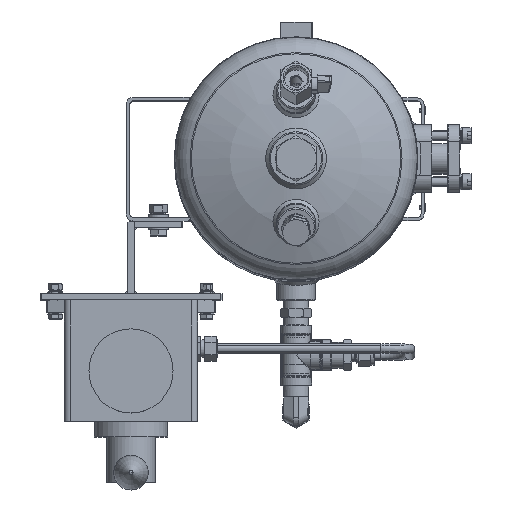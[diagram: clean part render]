
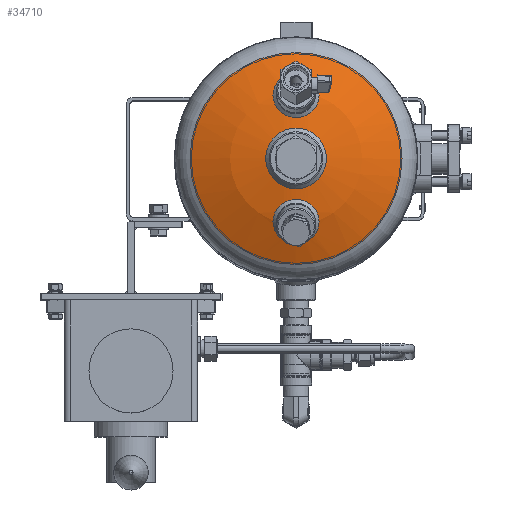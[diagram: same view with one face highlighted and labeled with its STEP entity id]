
A CAD part, top view. The second image highlights one B-rep face of the part: STEP entity #34710.
In plain terms, the highlighted spherical face has radius 202.3 mm.
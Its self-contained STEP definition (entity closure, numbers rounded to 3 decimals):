
#255=SPHERICAL_SURFACE('',#41696,202.3);
#8950=ORIENTED_EDGE('',*,*,#18806,.T.);
#8951=ORIENTED_EDGE('',*,*,#18810,.T.);
#8952=ORIENTED_EDGE('',*,*,#18811,.F.);
#8953=ORIENTED_EDGE('',*,*,#18812,.F.);
#18806=EDGE_CURVE('',#23797,#23797,#27284,.T.);
#18810=EDGE_CURVE('',#23801,#23801,#27288,.T.);
#18811=EDGE_CURVE('',#23802,#23802,#27289,.T.);
#18812=EDGE_CURVE('',#23803,#23803,#27290,.F.);
#23797=VERTEX_POINT('',#53923);
#23801=VERTEX_POINT('',#53933);
#23802=VERTEX_POINT('',#53935);
#23803=VERTEX_POINT('',#53937);
#27284=CIRCLE('',#41691,15.);
#27288=CIRCLE('',#41697,15.);
#27289=CIRCLE('',#41698,87.326);
#27290=CIRCLE('',#41699,20.);
#28436=EDGE_LOOP('',(#8950));
#28437=EDGE_LOOP('',(#8951));
#28438=EDGE_LOOP('',(#8952));
#28439=EDGE_LOOP('',(#8953));
#31349=FACE_BOUND('',#28436,.T.);
#31350=FACE_BOUND('',#28437,.T.);
#31351=FACE_BOUND('',#28438,.T.);
#31352=FACE_BOUND('',#28439,.T.);
#34710=ADVANCED_FACE('',(#31349,#31350,#31351,#31352),#255,.T.);
#41691=AXIS2_PLACEMENT_3D('',#53922,#45199,#45200);
#41696=AXIS2_PLACEMENT_3D('',#53931,#45209,#45210);
#41697=AXIS2_PLACEMENT_3D('',#53932,#45211,#45212);
#41698=AXIS2_PLACEMENT_3D('',#53934,#45213,#45214);
#41699=AXIS2_PLACEMENT_3D('',#53936,#45215,#45216);
#45199=DIRECTION('',(0.259,0.,-0.966));
#45200=DIRECTION('',(0.966,0.,0.259));
#45209=DIRECTION('',(0.,0.,-1.));
#45210=DIRECTION('',(1.,0.,0.));
#45211=DIRECTION('',(-0.259,0.,-0.966));
#45212=DIRECTION('',(-0.966,0.,0.259));
#45213=DIRECTION('',(0.,0.,-1.));
#45214=DIRECTION('',(-1.,0.,0.));
#45215=DIRECTION('',(0.,0.,-1.));
#45216=DIRECTION('',(-1.,0.,0.));
#53922=CARTESIAN_POINT('',(-52.215,0.,46.028));
#53923=CARTESIAN_POINT('',(-37.726,0.,49.911));
#53931=CARTESIAN_POINT('',(0.,0.,-148.841));
#53932=CARTESIAN_POINT('',(52.215,0.,46.028));
#53933=CARTESIAN_POINT('',(37.726,0.,49.911));
#53934=CARTESIAN_POINT('',(0.,0.,33.641));
#53935=CARTESIAN_POINT('',(-87.326,0.,33.641));
#53936=CARTESIAN_POINT('',(0.,0.,52.468));
#53937=CARTESIAN_POINT('',(-20.,0.,52.468));
